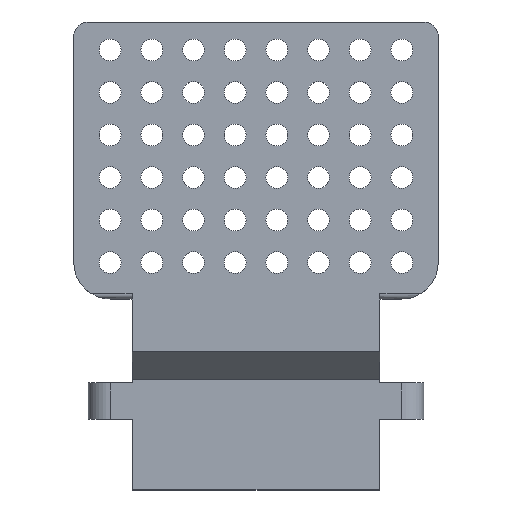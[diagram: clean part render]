
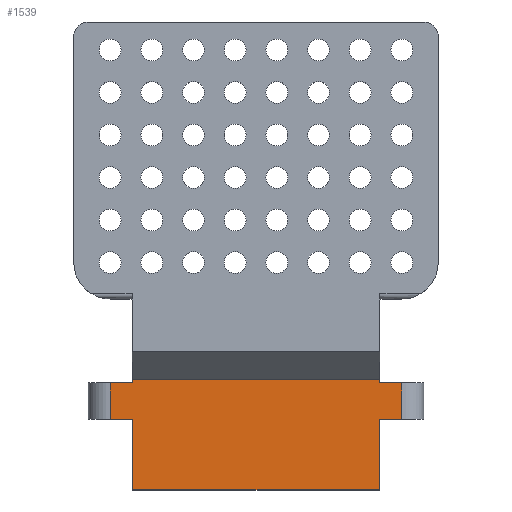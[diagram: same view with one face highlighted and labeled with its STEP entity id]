
A CAD part, top view. The second image highlights one B-rep face of the part: STEP entity #1539.
In plain terms, the highlighted planar face has unit normal (0, 0, 1).
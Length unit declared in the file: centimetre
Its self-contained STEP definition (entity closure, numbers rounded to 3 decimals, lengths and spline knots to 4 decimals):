
#358=FACE_OUTER_BOUND($,#443,.T.);
#443=EDGE_LOOP($,(#1188,#1189,#1190,#1191,#1192,#1193,#1194,#1195,#1196,
#1197,#1198,#1199));
#654=LINE($,#2275,#720);
#664=LINE($,#2298,#730);
#666=LINE($,#2305,#732);
#668=LINE($,#2313,#734);
#673=LINE($,#2322,#739);
#676=LINE($,#2328,#742);
#679=LINE($,#2334,#745);
#682=LINE($,#2341,#748);
#683=LINE($,#2346,#749);
#685=LINE($,#2352,#751);
#688=LINE($,#2363,#754);
#689=LINE($,#2364,#755);
#720=VECTOR($,#1811,3.4);
#730=VECTOR($,#1827,0.3);
#732=VECTOR($,#1833,0.5);
#734=VECTOR($,#1841,0.3102);
#739=VECTOR($,#1848,0.9687);
#742=VECTOR($,#1853,3.3797);
#745=VECTOR($,#1858,0.9687);
#748=VECTOR($,#1865,0.3102);
#749=VECTOR($,#1870,0.5);
#751=VECTOR($,#1876,0.3);
#754=VECTOR($,#1891,0.05);
#755=VECTOR($,#1892,0.05);
#786=VERTEX_POINT($,#2273);
#787=VERTEX_POINT($,#2274);
#794=VERTEX_POINT($,#2291);
#797=VERTEX_POINT($,#2296);
#800=VERTEX_POINT($,#2304);
#803=VERTEX_POINT($,#2312);
#806=VERTEX_POINT($,#2321);
#808=VERTEX_POINT($,#2327);
#810=VERTEX_POINT($,#2333);
#811=VERTEX_POINT($,#2337);
#814=VERTEX_POINT($,#2345);
#816=VERTEX_POINT($,#2351);
#943=EDGE_CURVE($,#786,#787,#654,.T.);
#954=EDGE_CURVE($,#794,#797,#664,.T.);
#957=EDGE_CURVE($,#800,#794,#666,.T.);
#961=EDGE_CURVE($,#803,#800,#668,.T.);
#966=EDGE_CURVE($,#806,#803,#673,.T.);
#969=EDGE_CURVE($,#808,#806,#676,.F.);
#972=EDGE_CURVE($,#810,#808,#679,.T.);
#976=EDGE_CURVE($,#811,#810,#682,.T.);
#978=EDGE_CURVE($,#814,#811,#683,.T.);
#981=EDGE_CURVE($,#816,#814,#685,.T.);
#986=EDGE_CURVE($,#786,#816,#688,.T.);
#987=EDGE_CURVE($,#797,#787,#689,.T.);
#1188=ORIENTED_EDGE($,*,*,#943,.F.);
#1189=ORIENTED_EDGE($,*,*,#986,.T.);
#1190=ORIENTED_EDGE($,*,*,#981,.T.);
#1191=ORIENTED_EDGE($,*,*,#978,.T.);
#1192=ORIENTED_EDGE($,*,*,#976,.T.);
#1193=ORIENTED_EDGE($,*,*,#972,.T.);
#1194=ORIENTED_EDGE($,*,*,#969,.T.);
#1195=ORIENTED_EDGE($,*,*,#966,.T.);
#1196=ORIENTED_EDGE($,*,*,#961,.T.);
#1197=ORIENTED_EDGE($,*,*,#957,.T.);
#1198=ORIENTED_EDGE($,*,*,#954,.T.);
#1199=ORIENTED_EDGE($,*,*,#987,.T.);
#1514=PLANE($,#1632);
#1539=ADVANCED_FACE($,(#358),#1514,.T.);
#1632=AXIS2_PLACEMENT_3D($,#2362,#1889,#1890);
#1811=DIRECTION($,(1.,0.,0.));
#1827=DIRECTION($,(-1.,0.,0.));
#1833=DIRECTION($,(0.,1.,0.));
#1841=DIRECTION($,(1.,0.,0.));
#1848=DIRECTION($,(0.,1.,0.));
#1853=DIRECTION($,(-1.,0.,0.));
#1858=DIRECTION($,(0.,-1.,0.));
#1865=DIRECTION($,(1.,0.,0.));
#1870=DIRECTION($,(0.,-1.,0.));
#1876=DIRECTION($,(-1.,0.,0.));
#1889=DIRECTION('center_axis',(0.,0.,1.));
#1890=DIRECTION('ref_axis',(1.,0.,0.));
#1891=DIRECTION($,(0.,-1.,0.));
#1892=DIRECTION($,(0.,1.,0.));
#2273=CARTESIAN_POINT('',(-12.084,13.4979,0.25));
#2274=CARTESIAN_POINT('',(-8.684,13.4979,0.25));
#2275=CARTESIAN_POINT($,(-10.384,13.4979,0.25));
#2291=CARTESIAN_POINT('',(-8.384,13.4479,0.25));
#2296=CARTESIAN_POINT('',(-8.684,13.4479,0.25));
#2298=CARTESIAN_POINT($,(-9.384,13.4479,0.25));
#2304=CARTESIAN_POINT('',(-8.384,12.9479,0.25));
#2305=CARTESIAN_POINT($,(-8.384,18.6979,0.25));
#2312=CARTESIAN_POINT('',(-8.6942,12.9479,0.25));
#2313=CARTESIAN_POINT($,(-8.6942,12.9479,0.25));
#2321=CARTESIAN_POINT('',(-8.6942,11.9791,0.25));
#2322=CARTESIAN_POINT($,(-8.6942,12.9479,0.25));
#2327=CARTESIAN_POINT('',(-12.0739,11.9791,0.25));
#2328=CARTESIAN_POINT($,(-11.2289,11.9791,0.25));
#2333=CARTESIAN_POINT('',(-12.0739,12.9479,0.25));
#2334=CARTESIAN_POINT($,(-12.0739,12.9479,0.25));
#2337=CARTESIAN_POINT('',(-12.384,12.9479,0.25));
#2341=CARTESIAN_POINT($,(-12.0739,12.9479,0.25));
#2345=CARTESIAN_POINT('',(-12.384,13.4479,0.25));
#2346=CARTESIAN_POINT($,(-12.384,12.9479,0.25));
#2351=CARTESIAN_POINT('',(-12.084,13.4479,0.25));
#2352=CARTESIAN_POINT($,(-11.384,13.4479,0.25));
#2362=CARTESIAN_POINT('Origin',(-10.384,15.7135,0.25));
#2363=CARTESIAN_POINT($,(-12.084,14.6557,0.25));
#2364=CARTESIAN_POINT($,(-8.684,14.6557,0.25));
